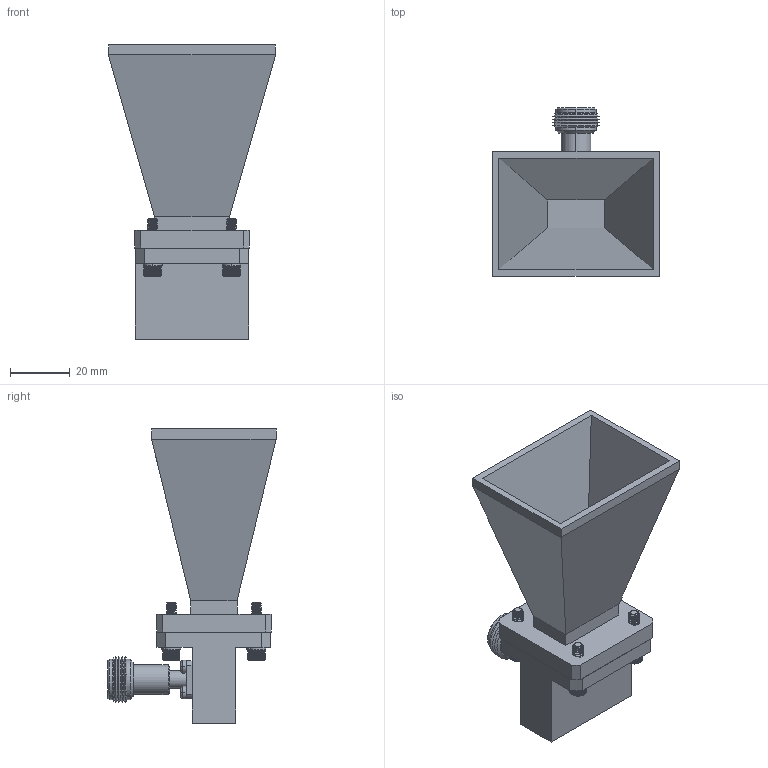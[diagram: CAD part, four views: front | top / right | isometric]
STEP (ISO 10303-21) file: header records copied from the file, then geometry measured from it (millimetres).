
FILE_DESCRIPTION (( 'STEP AP214' ), '1' );
FILE_NAME ('FMWAN075-15NF_3D.STEP', '2022-05-09T19:41:17', ( '' ), ( '' ), 'SwSTEP 2.0', 'SolidWorks 2021', '' );
FILE_SCHEMA (( 'AUTOMOTIVE_DESIGN' ));
Length unit declared in the file: inch
Products named in the file (10): 6-32SH-HXx.625_92196A150; Copy of 075-01676^PE9874; 6-LW; PE9874; Copy of 06142-con screw^Copy of PE9874_con_PE9874; FMWAN075-15NF_3D; Copy of 112-N-PANEL^Copy of PE9874_con_PE9874; Copy of PE9874_con^PE9874; PEWAN075-15; Copy of 112-N^Copy of PE9874_con_PE9874
Assembly tree (18 placements, depth 4):
  FMWAN075-15NF_3D
    6-32SH-HXx.625_92196A150  x4
    6-LW  x4
    PE9874
      Copy of PE9874_con^PE9874
        Copy of 06142-con screw^Copy of PE9874_con_PE9874  x4
        Copy of 112-N^Copy of PE9874_con_PE9874
        Copy of 112-N-PANEL^Copy of PE9874_con_PE9874
      Copy of 075-01676^PE9874
    PEWAN075-15
Bounding box: 55.86 x 56.36 x 98.48 mm (x, y, z)
Volume: 57021.4 mm3; surface area: 30644.9 mm2
Topology: 16 solids, 16 shells, 1410 faces, 3506 edges, 2147 vertices
Faces by surface type: plane 656, cylinder 418, cone 320, bspline 16
Entity records: 17892 total; most frequent: CARTESIAN_POINT 5550, ORIENTED_EDGE 2286, DIRECTION 1922, EDGE_CURVE 1143, AXIS2_PLACEMENT_3D 717, VERTEX_POINT 710, EDGE_LOOP 499, VECTOR 488
